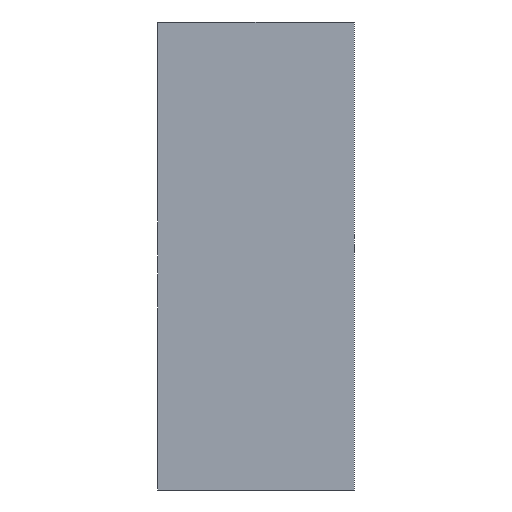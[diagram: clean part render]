
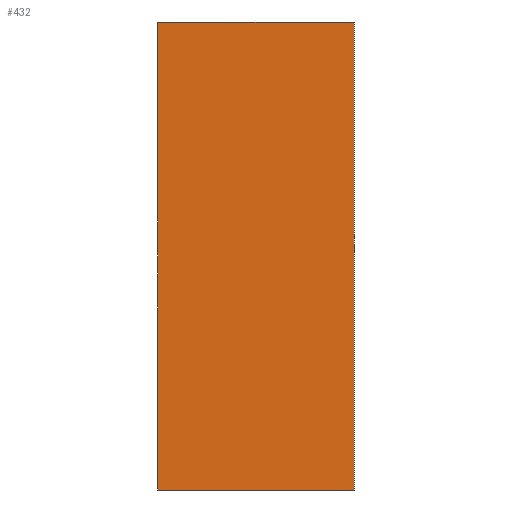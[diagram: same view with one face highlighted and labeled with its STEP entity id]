
A CAD part, left-side view. The second image highlights one B-rep face of the part: STEP entity #432.
In plain terms, the highlighted planar face has unit normal (-1, 0, 0).
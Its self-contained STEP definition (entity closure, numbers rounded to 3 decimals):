
#40 = DIRECTION ( 'NONE',  ( 0., 0., 1. ) ) ;
#59 = VECTOR ( 'NONE', #862, 1000. ) ;
#65 = LINE ( 'NONE', #614, #249 ) ;
#94 = EDGE_CURVE ( 'NONE', #750, #475, #65, .T. ) ;
#141 = FACE_OUTER_BOUND ( 'NONE', #737, .T. ) ;
#249 = VECTOR ( 'NONE', #346, 1000. ) ;
#257 = CARTESIAN_POINT ( 'NONE',  ( -1.525, 0.65, 0.775 ) ) ;
#259 = VECTOR ( 'NONE', #292, 1000. ) ;
#292 = DIRECTION ( 'NONE',  ( 0., -1., 0. ) ) ;
#299 = CARTESIAN_POINT ( 'NONE',  ( -1.525, 0.65, -0.775 ) ) ;
#300 = DIRECTION ( 'NONE',  ( 0., 0., -1. ) ) ;
#338 = ORIENTED_EDGE ( 'NONE', *, *, #632, .T. ) ;
#341 = CARTESIAN_POINT ( 'NONE',  ( -1.525, 0., 0.775 ) ) ;
#346 = DIRECTION ( 'NONE',  ( 0., -1., 0. ) ) ;
#432 = ADVANCED_FACE ( 'NONE', ( #141 ), #734, .F. ) ;
#475 = VERTEX_POINT ( 'NONE', #502 ) ;
#502 = CARTESIAN_POINT ( 'NONE',  ( -1.525, 0., -0.775 ) ) ;
#506 = CARTESIAN_POINT ( 'NONE',  ( -1.525, 0.65, 0.775 ) ) ;
#571 = ORIENTED_EDGE ( 'NONE', *, *, #94, .T. ) ;
#580 = EDGE_CURVE ( 'NONE', #750, #615, #719, .T. ) ;
#582 = CARTESIAN_POINT ( 'NONE',  ( -1.525, 0.65, 0.775 ) ) ;
#614 = CARTESIAN_POINT ( 'NONE',  ( -1.525, 0.65, -0.775 ) ) ;
#615 = VERTEX_POINT ( 'NONE', #582 ) ;
#632 = EDGE_CURVE ( 'NONE', #475, #728, #648, .T. ) ;
#644 = CARTESIAN_POINT ( 'NONE',  ( -1.525, 0., 0.775 ) ) ;
#648 = LINE ( 'NONE', #644, #713 ) ;
#694 = LINE ( 'NONE', #757, #259 ) ;
#696 = DIRECTION ( 'NONE',  ( 1., 0., 0. ) ) ;
#713 = VECTOR ( 'NONE', #40, 1000. ) ;
#719 = LINE ( 'NONE', #257, #59 ) ;
#723 = AXIS2_PLACEMENT_3D ( 'NONE', #506, #696, #300 ) ;
#728 = VERTEX_POINT ( 'NONE', #341 ) ;
#734 = PLANE ( 'NONE',  #723 ) ;
#737 = EDGE_LOOP ( 'NONE', ( #338, #864, #830, #571 ) ) ;
#750 = VERTEX_POINT ( 'NONE', #299 ) ;
#757 = CARTESIAN_POINT ( 'NONE',  ( -1.525, 0.65, 0.775 ) ) ;
#820 = EDGE_CURVE ( 'NONE', #615, #728, #694, .T. ) ;
#830 = ORIENTED_EDGE ( 'NONE', *, *, #580, .F. ) ;
#862 = DIRECTION ( 'NONE',  ( 0., 0., 1. ) ) ;
#864 = ORIENTED_EDGE ( 'NONE', *, *, #820, .F. ) ;
